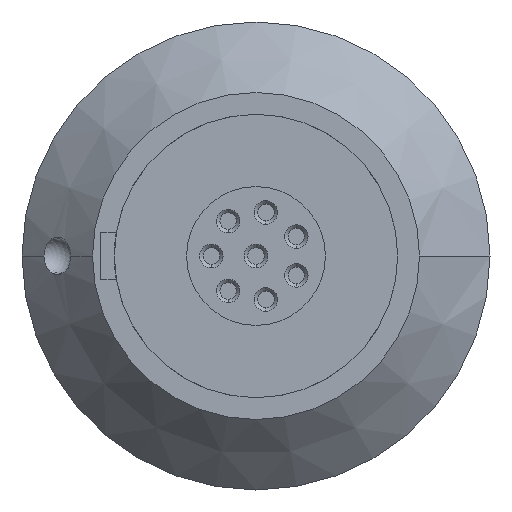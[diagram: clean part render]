
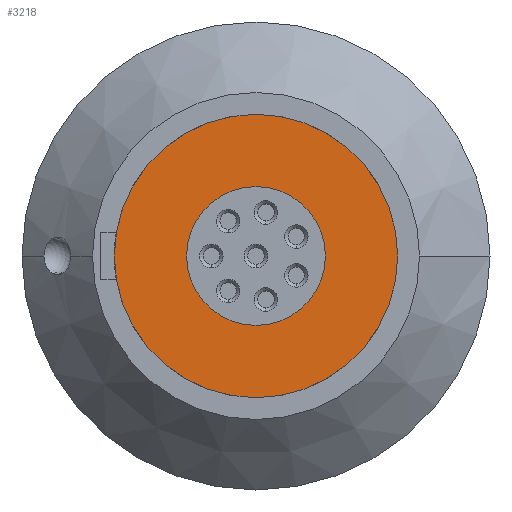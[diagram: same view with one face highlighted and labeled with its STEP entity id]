
A CAD part, left-side view. The second image highlights one B-rep face of the part: STEP entity #3218.
In plain terms, the highlighted planar face has unit normal (-1, 0, 0).
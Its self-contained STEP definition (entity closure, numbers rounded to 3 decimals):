
#483=CARTESIAN_POINT('',(-1.,0.,0.));
#484=DIRECTION('',(-1.,0.,0.));
#485=DIRECTION('',(0.,1.,0.));
#486=AXIS2_PLACEMENT_3D('',#483,#484,#485);
#488=CARTESIAN_POINT('',(-1.,0.,0.));
#489=DIRECTION('',(1.,0.,0.));
#490=DIRECTION('',(0.,1.,0.));
#491=AXIS2_PLACEMENT_3D('',#488,#489,#490);
#493=CARTESIAN_POINT('',(-1.,0.,0.));
#494=DIRECTION('',(-1.,0.,0.));
#495=DIRECTION('',(0.,0.,1.));
#496=AXIS2_PLACEMENT_3D('',#493,#494,#495);
#498=CARTESIAN_POINT('',(-1.,0.,0.));
#499=DIRECTION('',(-1.,0.,0.));
#500=DIRECTION('',(0.,0.,-1.));
#501=AXIS2_PLACEMENT_3D('',#498,#499,#500);
#2304=CARTESIAN_POINT('',(-1.,0.,-2.95));
#2305=VERTEX_POINT('',#2304);
#2306=CARTESIAN_POINT('',(-1.,0.,2.95));
#2307=VERTEX_POINT('',#2306);
#2629=CARTESIAN_POINT('',(-1.,-6.025,0.));
#2631=VERTEX_POINT('',#2629);
#2660=CARTESIAN_POINT('',(-1.,6.025,0.));
#2661=VERTEX_POINT('',#2660);
#3203=CARTESIAN_POINT('',(-1.,0.,0.));
#3204=DIRECTION('',(1.,0.,0.));
#3205=DIRECTION('',(0.,-1.,0.));
#3206=AXIS2_PLACEMENT_3D('',#3203,#3204,#3205);
#3207=PLANE('',#3206);
#3208=ORIENTED_EDGE('',*,*,#3194,.F.);
#3209=ORIENTED_EDGE('',*,*,#3163,.T.);
#3210=EDGE_LOOP('',(#3208,#3209));
#3211=FACE_OUTER_BOUND('',#3210,.F.);
#3213=ORIENTED_EDGE('',*,*,#3212,.T.);
#3215=ORIENTED_EDGE('',*,*,#3214,.T.);
#3216=EDGE_LOOP('',(#3213,#3215));
#3217=FACE_BOUND('',#3216,.F.);
#3218=ADVANCED_FACE('',(#3211,#3217),#3207,.F.);
#487=CIRCLE('',#486,6.025);
#492=CIRCLE('',#491,6.025);
#497=CIRCLE('',#496,2.95);
#502=CIRCLE('',#501,2.95);
#3163=EDGE_CURVE('',#2661,#2631,#492,.T.);
#3194=EDGE_CURVE('',#2661,#2631,#487,.T.);
#3212=EDGE_CURVE('',#2307,#2305,#497,.T.);
#3214=EDGE_CURVE('',#2305,#2307,#502,.T.);
